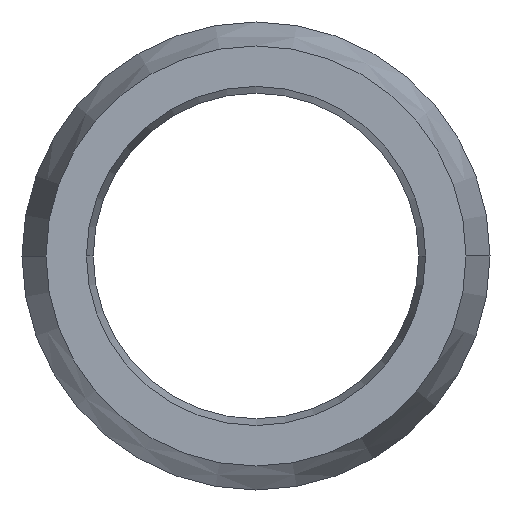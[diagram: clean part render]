
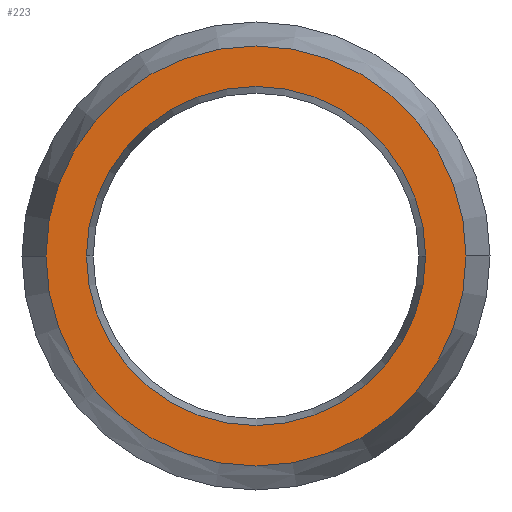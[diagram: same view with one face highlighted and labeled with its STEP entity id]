
A CAD part, left-side view. The second image highlights one B-rep face of the part: STEP entity #223.
In plain terms, the highlighted planar face has unit normal (-1, 0, 0).
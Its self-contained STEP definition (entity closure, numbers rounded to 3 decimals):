
#62 = CARTESIAN_POINT ( 'NONE',  ( -76.547, -30.964, 0. ) ) ;
#73 = DIRECTION ( 'NONE',  ( 0., -1., 0. ) ) ;
#98 = VERTEX_POINT ( 'NONE', #62 ) ;
#107 = AXIS2_PLACEMENT_3D ( 'NONE', #303, #490, #170 ) ;
#121 = DIRECTION ( 'NONE',  ( -1., 0., 0. ) ) ;
#127 = EDGE_LOOP ( 'NONE', ( #575, #507 ) ) ;
#136 = CARTESIAN_POINT ( 'NONE',  ( -76.547, -25., 0. ) ) ;
#144 = ORIENTED_EDGE ( 'NONE', *, *, #373, .F. ) ;
#170 = DIRECTION ( 'NONE',  ( 0., -1., 0. ) ) ;
#187 = AXIS2_PLACEMENT_3D ( 'NONE', #600, #787, #225 ) ;
#223 = ADVANCED_FACE ( 'NONE', ( #410, #532 ), #347, .T. ) ;
#225 = DIRECTION ( 'NONE',  ( 0., -1., 0. ) ) ;
#242 = VERTEX_POINT ( 'NONE', #792 ) ;
#283 = CARTESIAN_POINT ( 'NONE',  ( -76.547, 0., 0. ) ) ;
#291 = CARTESIAN_POINT ( 'NONE',  ( -76.547, 30.964, 0. ) ) ;
#303 = CARTESIAN_POINT ( 'NONE',  ( -76.547, 0., 0. ) ) ;
#347 = PLANE ( 'NONE',  #187 ) ;
#361 = CARTESIAN_POINT ( 'NONE',  ( -76.547, 0., 0. ) ) ;
#373 = EDGE_CURVE ( 'NONE', #242, #820, #502, .T. ) ;
#376 = AXIS2_PLACEMENT_3D ( 'NONE', #451, #634, #73 ) ;
#397 = AXIS2_PLACEMENT_3D ( 'NONE', #361, #121, #616 ) ;
#410 = FACE_OUTER_BOUND ( 'NONE', #127, .T. ) ;
#419 = DIRECTION ( 'NONE',  ( 0., -1., 0. ) ) ;
#451 = CARTESIAN_POINT ( 'NONE',  ( -76.547, 0., 0. ) ) ;
#481 = DIRECTION ( 'NONE',  ( -1., 0., 0. ) ) ;
#490 = DIRECTION ( 'NONE',  ( -1., 0., 0. ) ) ;
#502 = CIRCLE ( 'NONE', #107, 25. ) ;
#507 = ORIENTED_EDGE ( 'NONE', *, *, #544, .T. ) ;
#532 = FACE_BOUND ( 'NONE', #566, .T. ) ;
#544 = EDGE_CURVE ( 'NONE', #98, #555, #556, .T. ) ;
#555 = VERTEX_POINT ( 'NONE', #291 ) ;
#556 = CIRCLE ( 'NONE', #594, 30.964 ) ;
#566 = EDGE_LOOP ( 'NONE', ( #710, #144 ) ) ;
#575 = ORIENTED_EDGE ( 'NONE', *, *, #665, .T. ) ;
#594 = AXIS2_PLACEMENT_3D ( 'NONE', #283, #481, #419 ) ;
#600 = CARTESIAN_POINT ( 'NONE',  ( -76.547, 0., 0. ) ) ;
#616 = DIRECTION ( 'NONE',  ( 0., -1., 0. ) ) ;
#634 = DIRECTION ( 'NONE',  ( -1., 0., 0. ) ) ;
#665 = EDGE_CURVE ( 'NONE', #555, #98, #753, .T. ) ;
#679 = CIRCLE ( 'NONE', #376, 25. ) ;
#710 = ORIENTED_EDGE ( 'NONE', *, *, #807, .F. ) ;
#753 = CIRCLE ( 'NONE', #397, 30.964 ) ;
#787 = DIRECTION ( 'NONE',  ( -1., 0., 0. ) ) ;
#792 = CARTESIAN_POINT ( 'NONE',  ( -76.547, 25., 0. ) ) ;
#807 = EDGE_CURVE ( 'NONE', #820, #242, #679, .T. ) ;
#820 = VERTEX_POINT ( 'NONE', #136 ) ;
